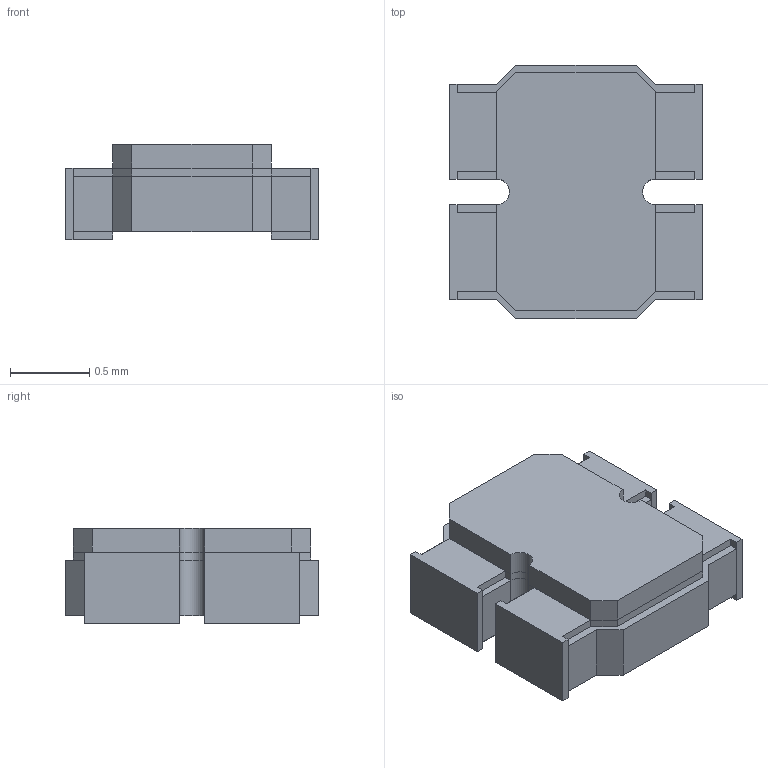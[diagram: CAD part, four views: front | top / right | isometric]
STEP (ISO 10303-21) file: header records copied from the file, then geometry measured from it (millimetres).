
FILE_DESCRIPTION(('FreeCAD Model'),'2;1');
FILE_NAME('Open CASCADE Shape Model','2023-07-31T09:02:14',( 'kicad StepUp'),('ksu MCAD'),'Open CASCADE STEP processor 7.6', 'FreeCAD','Unknown');
FILE_SCHEMA(('AUTOMOTIVE_DESIGN { 1 2 10303 214 0 1 1 1 }'));
Length unit declared in the file: millimetre
Products named in the file (1): CAY16_101J2LF007_cp008_cp001
Bounding box: 1.6 x 1.6 x 0.6 mm (x, y, z)
Volume: 1.1 mm3; surface area: 18.4 mm2
Topology: 7 solids, 7 shells, 106 faces, 282 edges, 190 vertices
Faces by surface type: plane 100, cylinder 6
Entity records: 4061 total; most frequent: CARTESIAN_POINT 579, ORIENTED_EDGE 564, DIRECTION 514, EDGE_CURVE 282, LINE 264, VECTOR 264, VERTEX_POINT 190, AXIS2_PLACEMENT_3D 125
